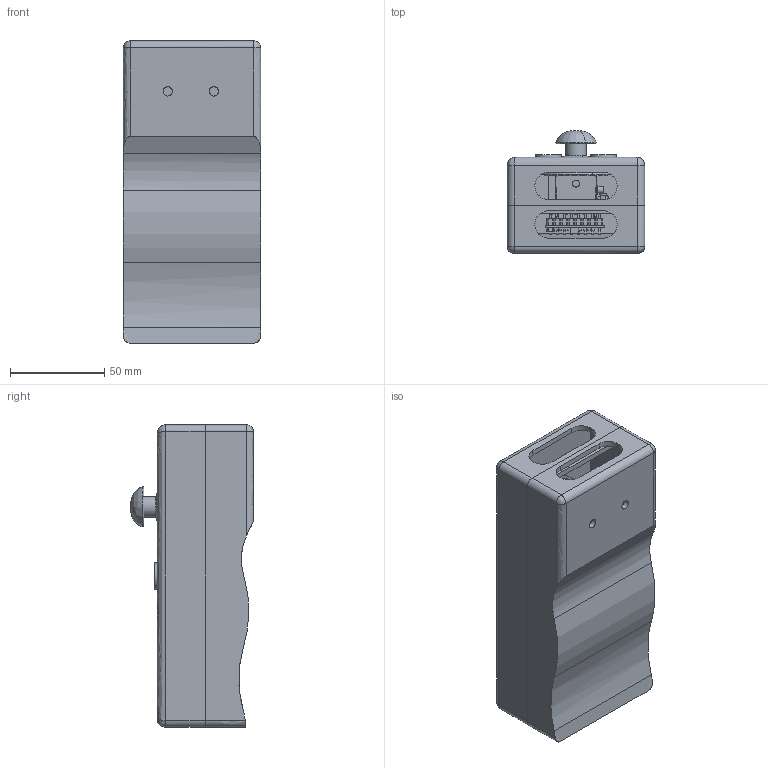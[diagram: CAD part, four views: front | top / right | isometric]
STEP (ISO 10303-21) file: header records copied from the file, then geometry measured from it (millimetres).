
FILE_DESCRIPTION(('FreeCAD Model'),'2;1');
FILE_NAME('Open CASCADE Shape Model','2025-04-25T19:52:37',('FreeCAD'),( 'FreeCAD'),'Open CASCADE STEP processor 7.6','FreeCAD','Unknown');
FILE_SCHEMA(('AUTOMOTIVE_DESIGN { 1 0 10303 214 1 1 1 1 }'));
Products named in the file (1): Open CASCADE STEP translator 7.6 1
Bounding box: 72.91 x 65.18 x 160.4 mm (x, y, z)
Volume: 137851.4 mm3; surface area: 112409.2 mm2
Topology: 8 solids, 10 shells, 1442 faces, 3896 edges, 2548 vertices
Faces by surface type: bspline 1442
Entity records: 52699 total; most frequent: CARTESIAN_POINT 28964, ORIENTED_EDGE 7772, EDGE_CURVE 3888, B_SPLINE_CURVE_WITH_KNOTS 3477, VERTEX_POINT 2548, FACE_BOUND 1674, EDGE_LOOP 1674, ADVANCED_FACE 1442
